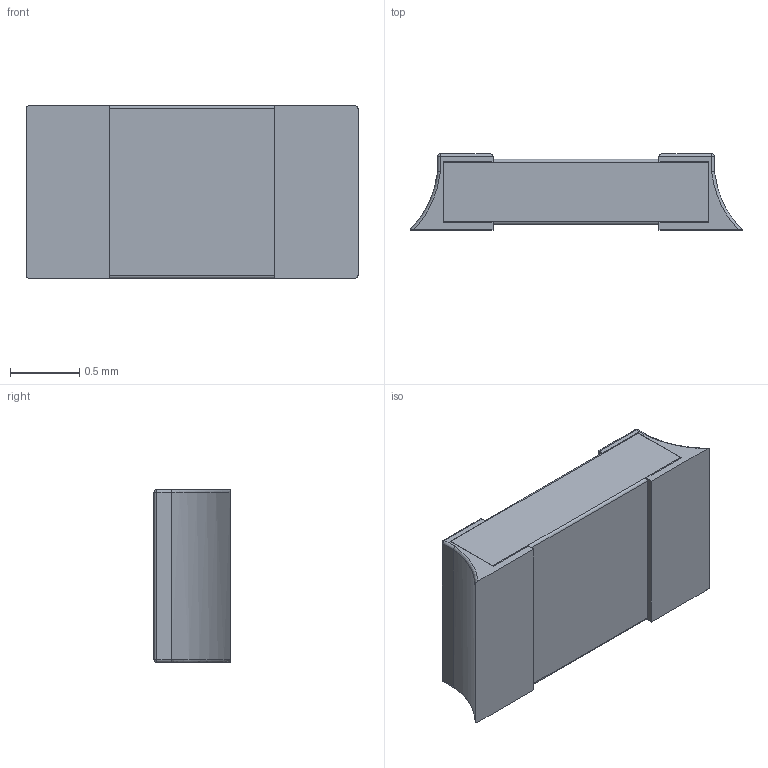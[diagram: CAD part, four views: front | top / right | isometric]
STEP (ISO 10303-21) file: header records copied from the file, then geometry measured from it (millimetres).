
FILE_DESCRIPTION (( 'STEP AP203' ), '1' );
FILE_NAME ('EA9BFAEB-7295-48C6-AB8C-1B7C9EC415AD.STEP', '2024-04-26T06:32:31', ( '' ), ( '' ), 'SwSTEP 2.0', 'SolidWorks 2022', '' );
FILE_SCHEMA (( 'CONFIG_CONTROL_DESIGN' ));
Length unit declared in the file: millimetre
Products named in the file (1): EA9BFAEB-7295-48C6-AB8C-1B7C9EC415AD
Bounding box: 2.4 x 0.55 x 1.25 mm (x, y, z)
Volume: 1.3 mm3; surface area: 9.2 mm2
Topology: 1 solids, 1 shells, 48 faces, 122 edges, 72 vertices
Faces by surface type: plane 22, cylinder 16, bspline 6, sphere 4
Entity records: 1663 total; most frequent: CARTESIAN_POINT 501, ORIENTED_EDGE 236, DIRECTION 212, EDGE_CURVE 118, VERTEX_POINT 72, AXIS2_PLACEMENT_3D 71, LINE 70, VECTOR 70
